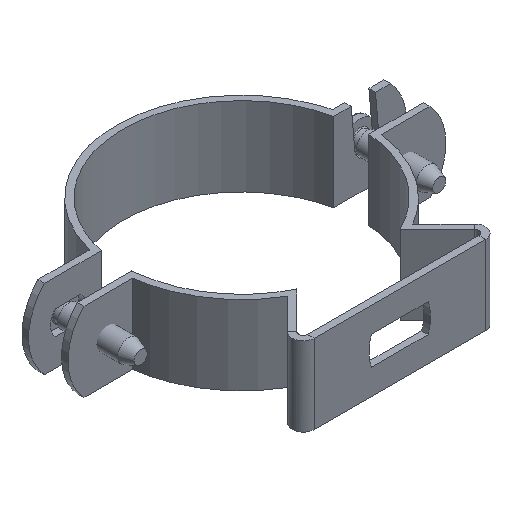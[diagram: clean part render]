
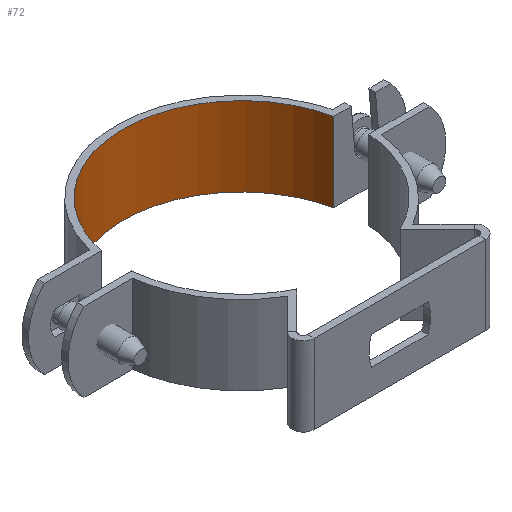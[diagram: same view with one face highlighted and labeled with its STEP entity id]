
A CAD part, isometric view. The second image highlights one B-rep face of the part: STEP entity #72.
In plain terms, the highlighted free-form (B-spline) face has degree [1, 2] with [2, 9] control points.
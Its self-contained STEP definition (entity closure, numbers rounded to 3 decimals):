
#72=ADVANCED_FACE('',(#233),#2377,.T.);
#233=FACE_OUTER_BOUND('',#397,.T.);
#397=EDGE_LOOP('',(#724,#725,#726,#727));
#724=ORIENTED_EDGE('',*,*,#1413,.F.);
#725=ORIENTED_EDGE('',*,*,#1411,.T.);
#726=ORIENTED_EDGE('',*,*,#1414,.T.);
#727=ORIENTED_EDGE('',*,*,#1407,.T.);
#1407=EDGE_CURVE('',#2175,#2173,#1962,.T.);
#1411=EDGE_CURVE('',#2174,#2176,#1776,.T.);
#1413=EDGE_CURVE('',#2174,#2173,#1963,.T.);
#1414=EDGE_CURVE('',#2176,#2175,#1964,.T.);
#1776=B_SPLINE_CURVE_WITH_KNOTS('',1,(#3509,#3510),.UNSPECIFIED.,.F.,.F.,
(2,2),(1.801,19.801),.UNSPECIFIED.);
#1962=(
BOUNDED_CURVE()
B_SPLINE_CURVE(1,(#3501,#3502),.UNSPECIFIED.,.F.,.F.)
B_SPLINE_CURVE_WITH_KNOTS((2,2),(1.801,19.801),
 .UNSPECIFIED.)
CURVE()
GEOMETRIC_REPRESENTATION_ITEM()
RATIONAL_B_SPLINE_CURVE((1.,1.))
REPRESENTATION_ITEM('')
);
#1963=(
BOUNDED_CURVE()
B_SPLINE_CURVE(2,(#3513,#3514,#3515,#3516,#3517),.UNSPECIFIED.,.F.,.F.)
B_SPLINE_CURVE_WITH_KNOTS((3,2,3),(0.801,34.698,68.594),
 .UNSPECIFIED.)
CURVE()
GEOMETRIC_REPRESENTATION_ITEM()
RATIONAL_B_SPLINE_CURVE((1.,0.776,1.,0.776,1.))
REPRESENTATION_ITEM('')
);
#1964=(
BOUNDED_CURVE()
B_SPLINE_CURVE(2,(#3518,#3519,#3520,#3521,#3522),.UNSPECIFIED.,.F.,.F.)
B_SPLINE_CURVE_WITH_KNOTS((3,2,3),(0.801,34.698,68.594),
 .UNSPECIFIED.)
CURVE()
GEOMETRIC_REPRESENTATION_ITEM()
RATIONAL_B_SPLINE_CURVE((1.,0.776,1.,0.776,1.))
REPRESENTATION_ITEM('')
);
#2173=VERTEX_POINT('',#3464);
#2174=VERTEX_POINT('',#3465);
#2175=VERTEX_POINT('',#3466);
#2176=VERTEX_POINT('',#3467);
#2377=(
BOUNDED_SURFACE()
B_SPLINE_SURFACE(1,2,((#3307,#3308,#3309,#3310,#3311,#3312,#3313,#3314,
#3315),(#3316,#3317,#3318,#3319,#3320,#3321,#3322,#3323,#3324)),
 .UNSPECIFIED.,.F.,.F.,.F.)
B_SPLINE_SURFACE_WITH_KNOTS((2,2),(3,2,2,2,3),(0.,21.602),(0.,54.,108.,
162.,169.646),.UNSPECIFIED.)
GEOMETRIC_REPRESENTATION_ITEM()
RATIONAL_B_SPLINE_SURFACE(((1.,0.707,1.,0.707,1.,
0.707,1.,0.959,0.929),(1.,0.707,
1.,0.707,1.,0.707,1.,0.959,0.929)))
REPRESENTATION_ITEM('')
SURFACE()
);
#3307=CARTESIAN_POINT('',(-27.,36.,14.051));
#3308=CARTESIAN_POINT('',(-27.,63.,14.051));
#3309=CARTESIAN_POINT('',(0.,63.,14.051));
#3310=CARTESIAN_POINT('',(27.,63.,14.051));
#3311=CARTESIAN_POINT('',(27.,36.,14.051));
#3312=CARTESIAN_POINT('',(27.,9.,14.051));
#3313=CARTESIAN_POINT('',(0.,9.,14.051));
#3314=CARTESIAN_POINT('',(-2.82,9.,14.051));
#3315=CARTESIAN_POINT('',(-5.58,9.583,14.051));
#3316=CARTESIAN_POINT('',(-27.,36.,-7.551));
#3317=CARTESIAN_POINT('',(-27.,63.,-7.551));
#3318=CARTESIAN_POINT('',(0.,63.,-7.551));
#3319=CARTESIAN_POINT('',(27.,63.,-7.551));
#3320=CARTESIAN_POINT('',(27.,36.,-7.551));
#3321=CARTESIAN_POINT('',(27.,9.,-7.551));
#3322=CARTESIAN_POINT('',(0.,9.,-7.551));
#3323=CARTESIAN_POINT('',(-2.82,9.,-7.551));
#3324=CARTESIAN_POINT('',(-5.58,9.583,-7.551));
#3464=CARTESIAN_POINT('',(-26.434,41.5,-5.75));
#3465=CARTESIAN_POINT('',(26.434,41.5,-5.75));
#3466=CARTESIAN_POINT('',(-26.434,41.5,12.25));
#3467=CARTESIAN_POINT('',(26.434,41.5,12.25));
#3501=CARTESIAN_POINT('',(-26.434,41.5,12.25));
#3502=CARTESIAN_POINT('',(-26.434,41.5,-5.75));
#3509=CARTESIAN_POINT('',(26.434,41.5,-5.75));
#3510=CARTESIAN_POINT('',(26.434,41.5,12.25));
#3513=CARTESIAN_POINT('',(26.434,41.5,-5.75));
#3514=CARTESIAN_POINT('',(21.96,63.,-5.75));
#3515=CARTESIAN_POINT('',(0.,63.,-5.75));
#3516=CARTESIAN_POINT('',(-21.96,63.,-5.75));
#3517=CARTESIAN_POINT('',(-26.434,41.5,-5.75));
#3518=CARTESIAN_POINT('',(26.434,41.5,12.25));
#3519=CARTESIAN_POINT('',(21.96,63.,12.25));
#3520=CARTESIAN_POINT('',(0.,63.,12.25));
#3521=CARTESIAN_POINT('',(-21.96,63.,12.25));
#3522=CARTESIAN_POINT('',(-26.434,41.5,12.25));
